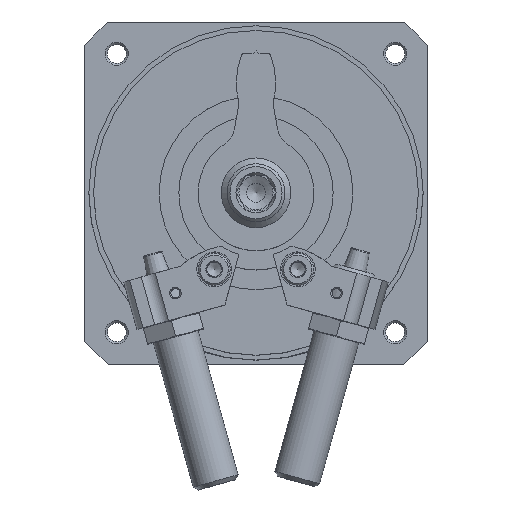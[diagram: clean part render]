
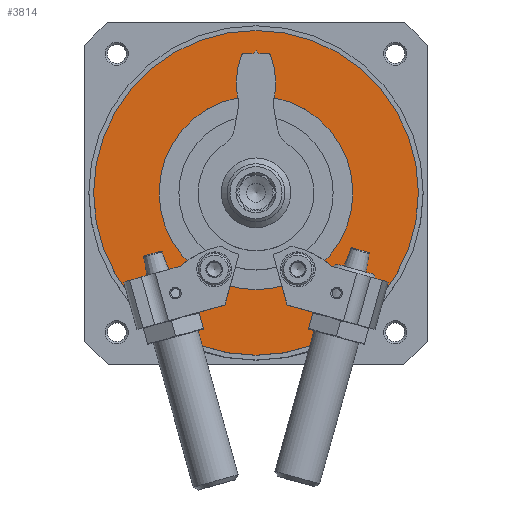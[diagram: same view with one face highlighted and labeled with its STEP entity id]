
A CAD part, top view. The second image highlights one B-rep face of the part: STEP entity #3814.
In plain terms, the highlighted face is planar.
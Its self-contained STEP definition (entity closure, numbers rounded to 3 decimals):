
#168=PLANE('',#4428);
#827=ORIENTED_EDGE('',*,*,#1773,.F.);
#828=ORIENTED_EDGE('',*,*,#1774,.T.);
#1773=EDGE_CURVE('',#2256,#2256,#2622,.T.);
#1774=EDGE_CURVE('',#2257,#2257,#2623,.T.);
#2256=VERTEX_POINT('',#6323);
#2257=VERTEX_POINT('',#6325);
#2622=CIRCLE('',#4429,28.);
#2623=CIRCLE('',#4430,16.7);
#2883=EDGE_LOOP('',(#827));
#2884=EDGE_LOOP('',(#828));
#3314=FACE_BOUND('',#2883,.T.);
#3315=FACE_BOUND('',#2884,.T.);
#3814=ADVANCED_FACE('',(#3314,#3315),#168,.F.);
#4428=AXIS2_PLACEMENT_3D('',#6321,#5036,#5037);
#4429=AXIS2_PLACEMENT_3D('',#6322,#5038,#5039);
#4430=AXIS2_PLACEMENT_3D('',#6324,#5040,#5041);
#5036=DIRECTION('',(1.,0.,0.));
#5037=DIRECTION('',(0.,0.,-1.));
#5038=DIRECTION('',(1.,0.,0.));
#5039=DIRECTION('',(0.,0.,-1.));
#5040=DIRECTION('',(1.,0.,0.));
#5041=DIRECTION('',(0.,0.,-1.));
#6321=CARTESIAN_POINT('',(-31.,0.,0.));
#6322=CARTESIAN_POINT('',(-31.,0.,0.));
#6323=CARTESIAN_POINT('',(-31.,0.,-28.));
#6324=CARTESIAN_POINT('',(-31.,0.,0.));
#6325=CARTESIAN_POINT('',(-31.,0.,-16.7));
